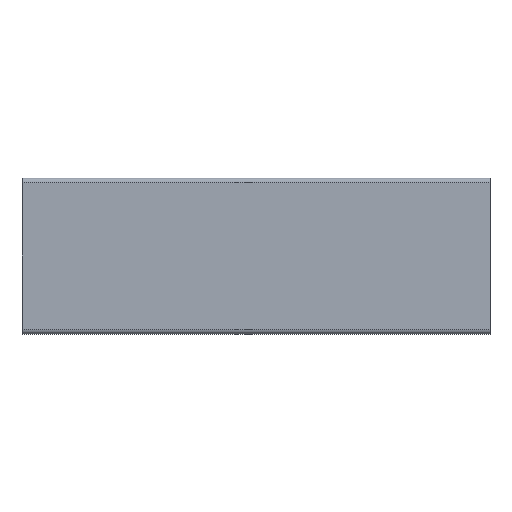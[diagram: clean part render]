
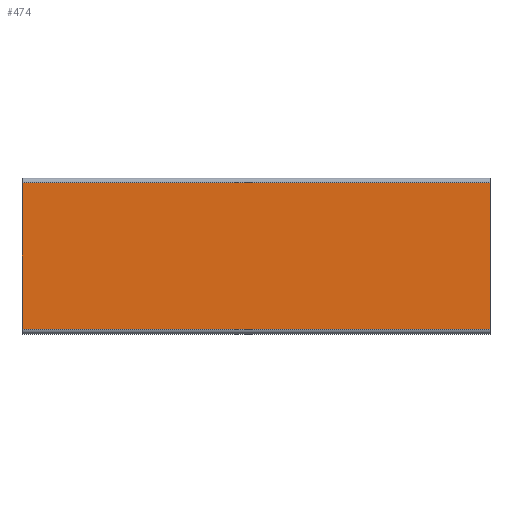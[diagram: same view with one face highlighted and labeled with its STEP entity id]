
A CAD part, left-side view. The second image highlights one B-rep face of the part: STEP entity #474.
In plain terms, the highlighted planar face has unit normal (-1, 0, 0).
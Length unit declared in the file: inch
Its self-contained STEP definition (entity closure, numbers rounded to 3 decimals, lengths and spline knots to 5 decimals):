
#412=CARTESIAN_POINT('',(-0.425,-2.915,-0.8475));
#413=VERTEX_POINT('',#412);
#421=CARTESIAN_POINT('',(-0.425,3.085,-0.8475));
#422=VERTEX_POINT('',#421);
#423=CARTESIAN_POINT('',(-0.425,0.085,-0.8475));
#424=DIRECTION('',(0.,1.,0.));
#425=VECTOR('',#424,1.);
#426=LINE('',#423,#425);
#427=EDGE_CURVE('',#413,#422,#426,.T.);
#444=ORIENTED_EDGE('',*,*,#427,.F.);
#445=CARTESIAN_POINT('',(-0.425,-2.915,1.0275));
#446=VERTEX_POINT('',#445);
#447=CARTESIAN_POINT('',(-0.425,-2.915,1.0275));
#448=DIRECTION('',(0.,0.,1.));
#449=VECTOR('',#448,1.);
#450=LINE('',#447,#449);
#451=EDGE_CURVE('',#413,#446,#450,.T.);
#452=ORIENTED_EDGE('',*,*,#451,.T.);
#453=CARTESIAN_POINT('',(-0.425,3.085,1.0275));
#454=VERTEX_POINT('',#453);
#455=CARTESIAN_POINT('',(-0.425,0.085,1.0275));
#456=DIRECTION('',(0.,-1.,0.));
#457=VECTOR('',#456,1.);
#458=LINE('',#455,#457);
#459=EDGE_CURVE('',#454,#446,#458,.T.);
#460=ORIENTED_EDGE('',*,*,#459,.F.);
#461=CARTESIAN_POINT('',(-0.425,3.085,1.0275));
#462=DIRECTION('',(0.,0.,-1.));
#463=VECTOR('',#462,1.);
#464=LINE('',#461,#463);
#465=EDGE_CURVE('',#454,#422,#464,.T.);
#466=ORIENTED_EDGE('',*,*,#465,.T.);
#467=EDGE_LOOP('',(#444,#452,#460,#466));
#468=FACE_OUTER_BOUND('',#467,.T.);
#469=CARTESIAN_POINT('',(-0.425,0.085,0.09));
#470=DIRECTION('',(-1.,0.,0.));
#471=DIRECTION('',(0.,0.,-1.));
#472=AXIS2_PLACEMENT_3D('',#469,#470,#471);
#473=PLANE('',#472);
#474=ADVANCED_FACE('',(#468),#473,.T.);
